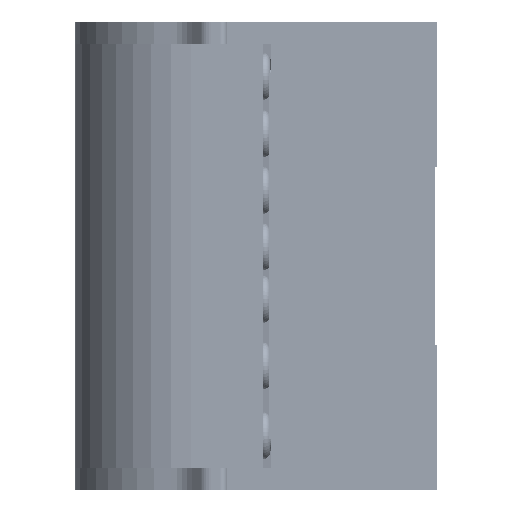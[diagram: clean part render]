
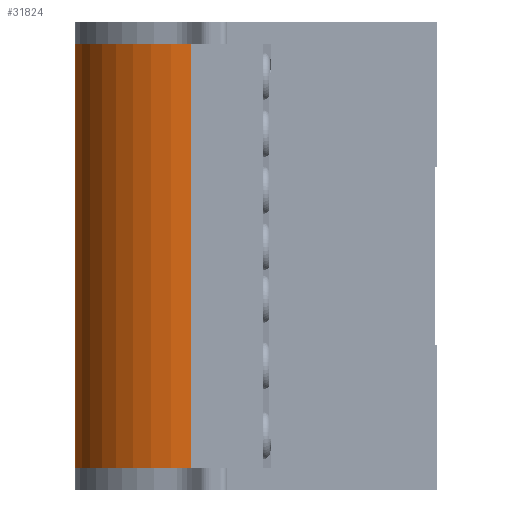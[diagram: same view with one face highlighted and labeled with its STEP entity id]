
A CAD part, left-side view. The second image highlights one B-rep face of the part: STEP entity #31824.
In plain terms, the highlighted cylindrical face has radius 16 mm (diameter 32 mm), a partial arc.
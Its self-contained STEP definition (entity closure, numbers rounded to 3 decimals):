
#1427=LINE('',#50039,#5120);
#1480=LINE('',#50162,#5173);
#5120=VECTOR('',#37782,58.5);
#5173=VECTOR('',#37873,58.5);
#10137=FACE_OUTER_BOUND('',#11958,.T.);
#11958=EDGE_LOOP('',(#24470,#24471,#24472,#24473));
#13618=CIRCLE('',#33748,16.);
#13624=CIRCLE('',#33763,16.);
#14963=VERTEX_POINT('',#50037);
#14964=VERTEX_POINT('',#50038);
#14985=VERTEX_POINT('',#50082);
#15015=VERTEX_POINT('',#50160);
#18506=EDGE_CURVE('',#14963,#14964,#1427,.T.);
#18529=EDGE_CURVE('',#14964,#14985,#13618,.T.);
#18570=EDGE_CURVE('',#14985,#15015,#1480,.T.);
#18573=EDGE_CURVE('',#14963,#15015,#13624,.T.);
#24470=ORIENTED_EDGE('',*,*,#18570,.T.);
#24471=ORIENTED_EDGE('',*,*,#18573,.F.);
#24472=ORIENTED_EDGE('',*,*,#18506,.T.);
#24473=ORIENTED_EDGE('',*,*,#18529,.T.);
#31179=CYLINDRICAL_SURFACE('',#33762,16.);
#31824=ADVANCED_FACE('',(#10137),#31179,.T.);
#33748=AXIS2_PLACEMENT_3D('',#50084,#37812,#37813);
#33762=AXIS2_PLACEMENT_3D('',#50167,#37878,#37879);
#33763=AXIS2_PLACEMENT_3D('',#50168,#37880,#37881);
#37782=DIRECTION('',(0.,0.,-1.));
#37812=DIRECTION('center_axis',(0.,0.,1.));
#37813=DIRECTION('ref_axis',(-1.,0.,0.));
#37873=DIRECTION('',(0.,0.,1.));
#37878=DIRECTION('center_axis',(0.,0.,1.));
#37879=DIRECTION('ref_axis',(0.,-1.,0.));
#37880=DIRECTION('center_axis',(0.,0.,1.));
#37881=DIRECTION('ref_axis',(0.,-1.,0.));
#50037=CARTESIAN_POINT('',(-21.575,-0.003,58.422));
#50038=CARTESIAN_POINT('',(-21.575,-0.003,-0.078));
#50039=CARTESIAN_POINT('',(-21.575,-0.003,-73.336));
#50082=CARTESIAN_POINT('',(-37.575,-16.003,-0.078));
#50084=CARTESIAN_POINT('Origin',(-21.575,-16.003,-0.078));
#50160=CARTESIAN_POINT('',(-37.575,-16.003,58.422));
#50162=CARTESIAN_POINT('',(-37.575,-16.003,-73.336));
#50167=CARTESIAN_POINT('Origin',(-21.575,-16.003,-73.336));
#50168=CARTESIAN_POINT('Origin',(-21.575,-16.003,58.422));
